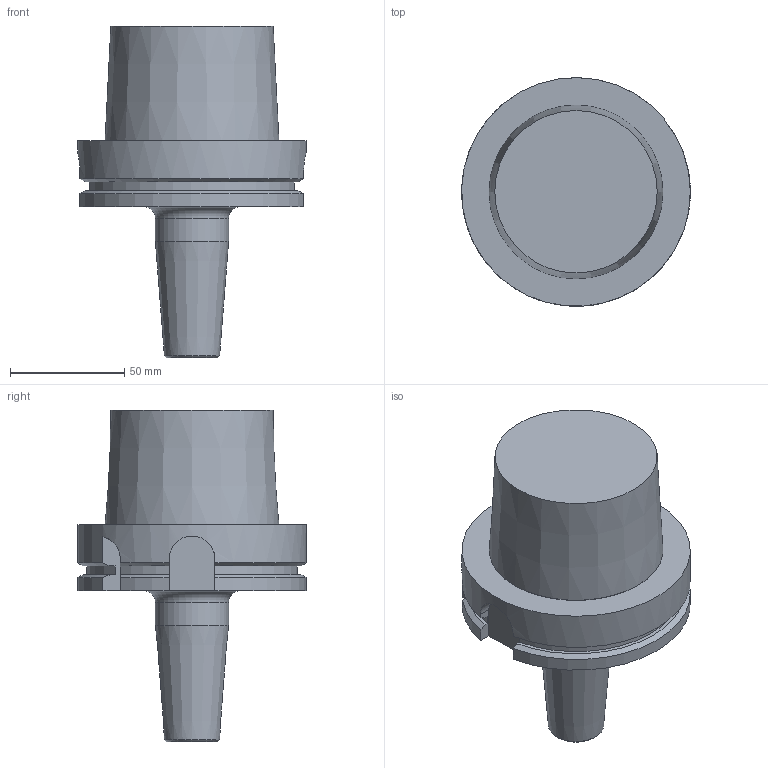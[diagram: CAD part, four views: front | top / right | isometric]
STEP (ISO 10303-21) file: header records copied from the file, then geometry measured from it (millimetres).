
FILE_DESCRIPTION(/* description */ (''),/* implementation_level */ '2;1');
FILE_NAME(/* name */ '1489150534736.stp',/* time_stamp */ '2017-03-10T13:55:48+01:00',/* author */ (''),/* organization */ ('SMS'),/* preprocessor_version */ 'ST-DEVELOPER v15',/* originating_system */ 'SIEMENS PLM Software NX 8.5',/* authorisation */ '');
FILE_SCHEMA (('AUTOMOTIVE_DESIGN { 1 0 10303 214 3 1 1 1 }'));
Length unit declared in the file: millimetre
Products named in the file (1): HA10-SH12Q-S-095
Bounding box: 99.99 x 100 x 145 mm (x, y, z)
Volume: 467847.6 mm3; surface area: 53895.9 mm2
Topology: 2 solids, 2 shells, 48 faces, 130 edges, 89 vertices
Faces by surface type: plane 22, cylinder 14, cone 11, torus 1
Full cylindrical faces by diameter (mm): 12 x1, 12.6 x1, 32 x1, 100 x1
Entity records: 1536 total; most frequent: CARTESIAN_POINT 343, DIRECTION 235, ORIENTED_EDGE 230, EDGE_CURVE 115, AXIS2_PLACEMENT_3D 92, VERTEX_POINT 84, EDGE_LOOP 61, LINE 51
